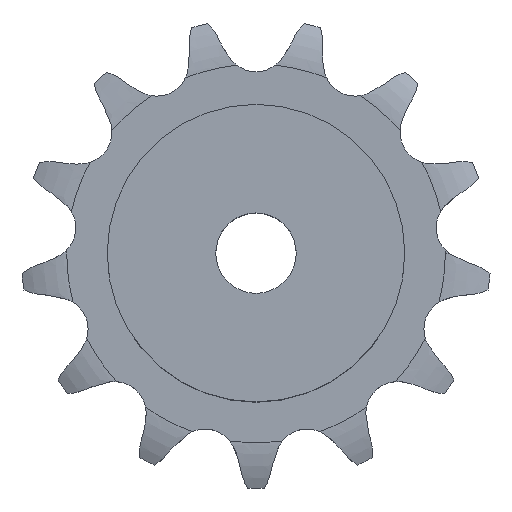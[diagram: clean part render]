
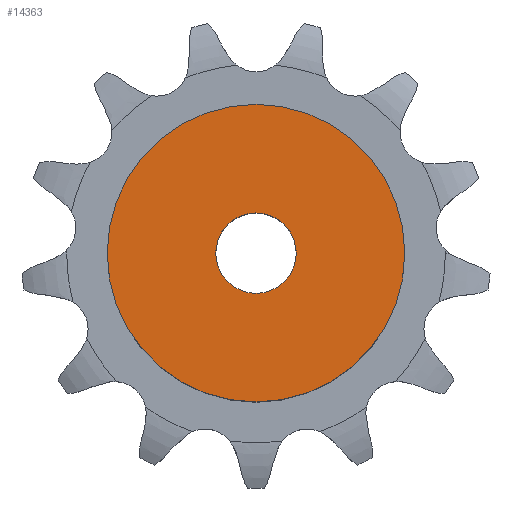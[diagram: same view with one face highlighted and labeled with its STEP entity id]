
A CAD part, top view. The second image highlights one B-rep face of the part: STEP entity #14363.
In plain terms, the highlighted planar face has unit normal (0, 0, 1).
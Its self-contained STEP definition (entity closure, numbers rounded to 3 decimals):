
#2229 = CYLINDRICAL_SURFACE('',#2230,18.5);
#2230 = AXIS2_PLACEMENT_3D('',#2231,#2232,#2233);
#2231 = CARTESIAN_POINT('',(0.,0.,0.));
#2232 = DIRECTION('',(-0.,-0.,-1.));
#2233 = DIRECTION('',(1.,0.,0.));
#9328 = VERTEX_POINT('',#9329);
#9329 = CARTESIAN_POINT('',(18.5,0.,28.));
#9350 = EDGE_CURVE('',#9328,#9328,#9351,.T.);
#9351 = SURFACE_CURVE('',#9352,(#9357,#9364),.PCURVE_S1.);
#9352 = CIRCLE('',#9353,18.5);
#9353 = AXIS2_PLACEMENT_3D('',#9354,#9355,#9356);
#9354 = CARTESIAN_POINT('',(0.,0.,28.));
#9355 = DIRECTION('',(0.,0.,1.));
#9356 = DIRECTION('',(1.,0.,0.));
#9357 = PCURVE('',#2229,#9358);
#9358 = DEFINITIONAL_REPRESENTATION('',(#9359),#9363);
#9359 = LINE('',#9360,#9361);
#9360 = CARTESIAN_POINT('',(-0.,-28.));
#9361 = VECTOR('',#9362,1.);
#9362 = DIRECTION('',(-1.,0.));
#9363 = ( GEOMETRIC_REPRESENTATION_CONTEXT(2) 
PARAMETRIC_REPRESENTATION_CONTEXT() REPRESENTATION_CONTEXT('2D SPACE',''
  ) );
#9364 = PCURVE('',#9365,#9370);
#9365 = PLANE('',#9366);
#9366 = AXIS2_PLACEMENT_3D('',#9367,#9368,#9369);
#9367 = CARTESIAN_POINT('',(0.,0.,28.));
#9368 = DIRECTION('',(0.,0.,1.));
#9369 = DIRECTION('',(1.,0.,0.));
#9370 = DEFINITIONAL_REPRESENTATION('',(#9371),#9375);
#9371 = CIRCLE('',#9372,18.5);
#9372 = AXIS2_PLACEMENT_2D('',#9373,#9374);
#9373 = CARTESIAN_POINT('',(0.,0.));
#9374 = DIRECTION('',(1.,0.));
#9375 = ( GEOMETRIC_REPRESENTATION_CONTEXT(2) 
PARAMETRIC_REPRESENTATION_CONTEXT() REPRESENTATION_CONTEXT('2D SPACE',''
  ) );
#12324 = CYLINDRICAL_SURFACE('',#12325,5.);
#12325 = AXIS2_PLACEMENT_3D('',#12326,#12327,#12328);
#12326 = CARTESIAN_POINT('',(0.,0.,98.513));
#12327 = DIRECTION('',(0.,0.,1.));
#12328 = DIRECTION('',(1.,0.,0.));
#14363 = ADVANCED_FACE('',(#14364,#14367),#9365,.T.);
#14364 = FACE_BOUND('',#14365,.T.);
#14365 = EDGE_LOOP('',(#14366));
#14366 = ORIENTED_EDGE('',*,*,#9350,.T.);
#14367 = FACE_BOUND('',#14368,.T.);
#14368 = EDGE_LOOP('',(#14369));
#14369 = ORIENTED_EDGE('',*,*,#14370,.F.);
#14370 = EDGE_CURVE('',#14371,#14371,#14373,.T.);
#14371 = VERTEX_POINT('',#14372);
#14372 = CARTESIAN_POINT('',(5.,0.,28.));
#14373 = SURFACE_CURVE('',#14374,(#14379,#14386),.PCURVE_S1.);
#14374 = CIRCLE('',#14375,5.);
#14375 = AXIS2_PLACEMENT_3D('',#14376,#14377,#14378);
#14376 = CARTESIAN_POINT('',(0.,0.,28.));
#14377 = DIRECTION('',(0.,0.,1.));
#14378 = DIRECTION('',(1.,0.,0.));
#14379 = PCURVE('',#9365,#14380);
#14380 = DEFINITIONAL_REPRESENTATION('',(#14381),#14385);
#14381 = CIRCLE('',#14382,5.);
#14382 = AXIS2_PLACEMENT_2D('',#14383,#14384);
#14383 = CARTESIAN_POINT('',(0.,0.));
#14384 = DIRECTION('',(1.,0.));
#14385 = ( GEOMETRIC_REPRESENTATION_CONTEXT(2) 
PARAMETRIC_REPRESENTATION_CONTEXT() REPRESENTATION_CONTEXT('2D SPACE',''
  ) );
#14386 = PCURVE('',#12324,#14387);
#14387 = DEFINITIONAL_REPRESENTATION('',(#14388),#14392);
#14388 = LINE('',#14389,#14390);
#14389 = CARTESIAN_POINT('',(0.,-70.513));
#14390 = VECTOR('',#14391,1.);
#14391 = DIRECTION('',(1.,0.));
#14392 = ( GEOMETRIC_REPRESENTATION_CONTEXT(2) 
PARAMETRIC_REPRESENTATION_CONTEXT() REPRESENTATION_CONTEXT('2D SPACE',''
  ) );
